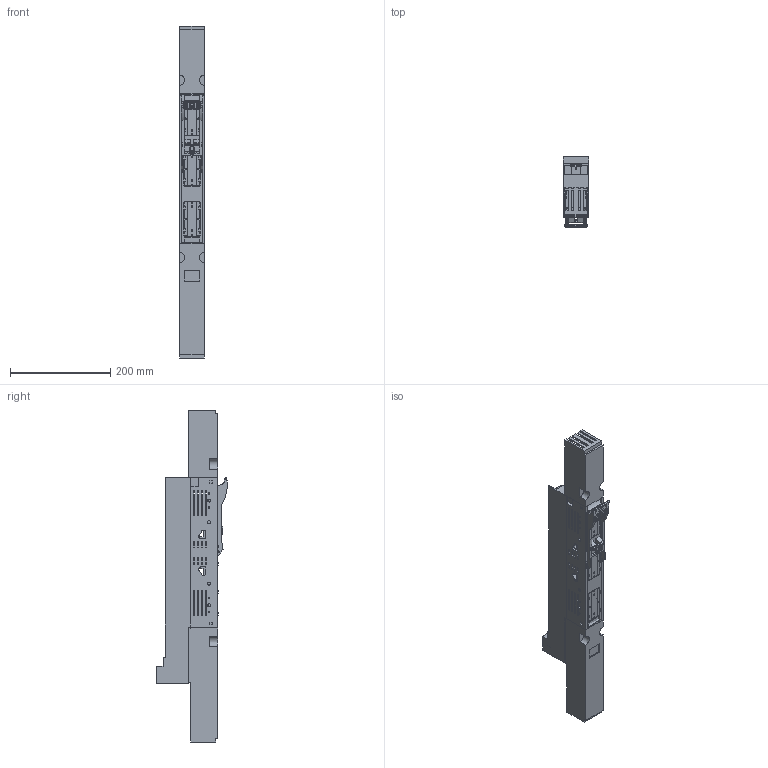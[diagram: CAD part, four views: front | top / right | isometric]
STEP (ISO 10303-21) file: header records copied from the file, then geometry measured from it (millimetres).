
FILE_DESCRIPTION(('CATIA V5 STEP'),'2;1');
FILE_NAME('L0649_NH_Sicherungslastschaltleiste_SL00_3x3_100_KU00_BO_BU.stp','2018-11-13T07:46:44+00:00',('none'),('Jean Müller GmbH'),'CATIA Version 5 Release 19 SP 9 (IN-10)','CATIA V5 STEP AP214','none');
FILE_SCHEMA(('AUTOMOTIVE_DESIGN { 1 0 10303 214 1 1 1 1 }'));
Products named in the file (1): L0649_NH-Sicherungslastschaltleiste SL00-3x3/100/KU00/BO/BU
Bounding box: 50 x 140.69 x 662.3 mm (x, y, z)
Volume: 1512647.2 mm3; surface area: 501105.6 mm2
Topology: 9 solids, 12 shells, 1733 faces, 5176 edges, 3449 vertices
Faces by surface type: plane 1196, cylinder 409, bspline 70, cone 58
Entity records: 57679 total; most frequent: CARTESIAN_POINT 13933, ORIENTED_EDGE 10340, DIRECTION 6914, EDGE_CURVE 5170, VECTOR 3781, LINE 3781, VERTEX_POINT 3449, AXIS2_PLACEMENT_3D 2003
